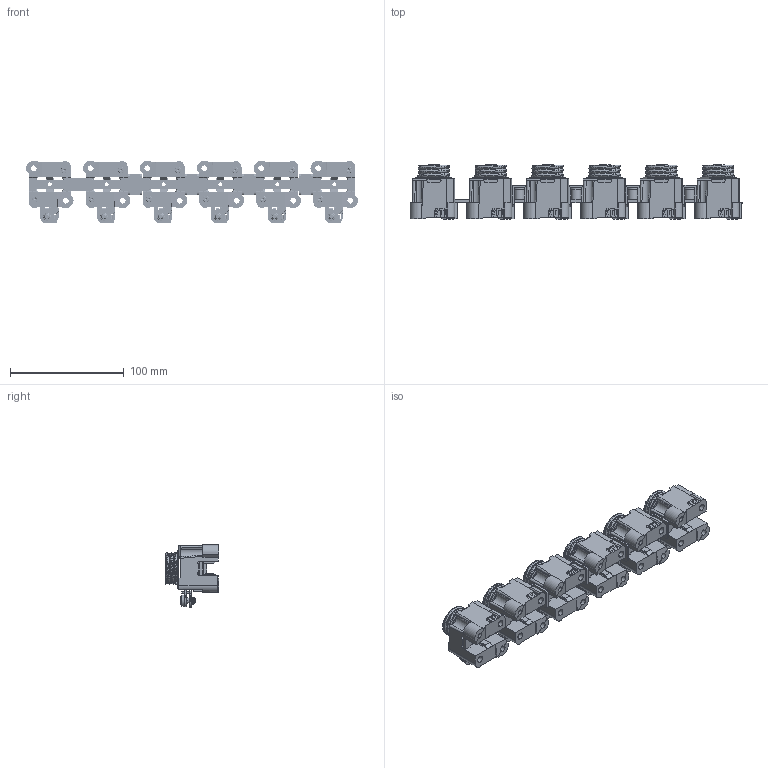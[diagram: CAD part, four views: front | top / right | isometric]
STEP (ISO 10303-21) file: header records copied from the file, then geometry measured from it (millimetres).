
FILE_DESCRIPTION((''),'2;1');
FILE_NAME('002322104_SET_EZR_25_6P_ASM','2021-10-22T',('marketing.praksa'),('Audax d.o.o.'),'CREO PARAMETRIC BY PTC INC, 2017480','CREO PARAMETRIC BY PTC INC, 2017480','');
FILE_SCHEMA(('AUTOMOTIVE_DESIGN { 1 0 10303 214 1 1 1 1 }'));
Length unit declared in the file: millimetre
Products named in the file (12): 0000006472_1; 0000006480_1_1_2_3_4; 0000006478_1_1_2_3_4; 0000006479_1_1_2_3_4; 0000011681_1_1_2_3_4; 0000020482_1_1_2_3_4; 0000059958_1_1_2_3_4; PRT9567; 0000006481_ASM_1_1_2_3_4_ASM; 0000006485_1_1_2_3_4; 0000012227_1_1_2_3_4; 002322104_SET_EZR_25_6P_ASM
Assembly tree (24 placements, depth 3):
  002322104_SET_EZR_25_6P_ASM
    0000006472_1
    0000006481_ASM_1_1_2_3_4_ASM  x6
      0000006480_1_1_2_3_4
      0000006478_1_1_2_3_4
      0000006479_1_1_2_3_4
      0000011681_1_1_2_3_4
      0000020482_1_1_2_3_4
      0000059958_1_1_2_3_4
      PRT9567
    0000006485_1_1_2_3_4  x4
    0000012227_1_1_2_3_4  x4
Bounding box: 291.76 x 47.4 x 55.3 mm (x, y, z)
Volume: 186542.5 mm3; surface area: 125546.3 mm2
Topology: 75 solids, 107 shells, 4566 faces, 12990 edges, 8604 vertices
Faces by surface type: plane 2594, cylinder 1376, cone 290, torus 198, bspline 96, sphere 12
Entity records: 52377 total; most frequent: CARTESIAN_POINT 12542, ORIENTED_EDGE 5072, DIRECTION 4725, PRESENTATION_STYLE_ASSIGNMENT 3355, STYLED_ITEM 3355, EDGE_CURVE 2549, CURVE_STYLE 2445, VERTEX_POINT 1698
